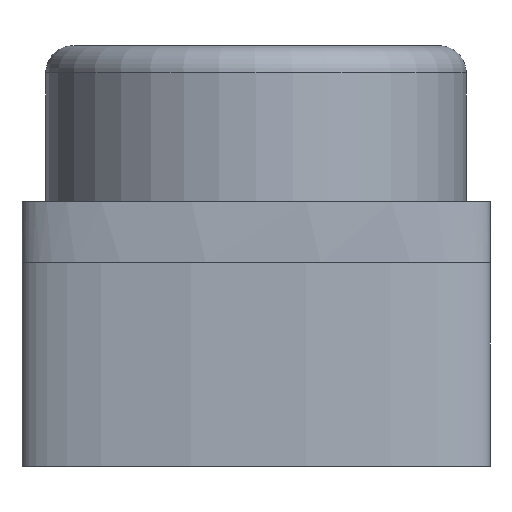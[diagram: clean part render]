
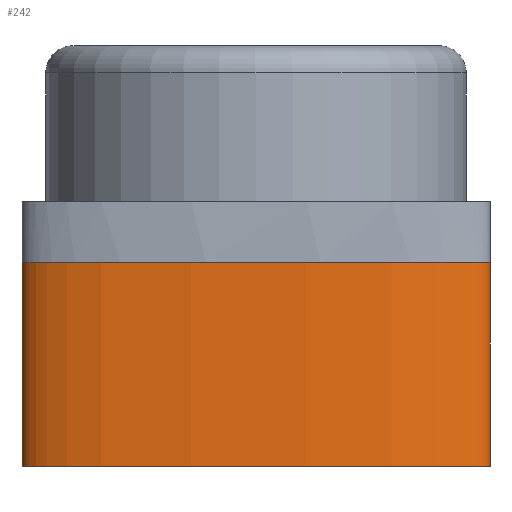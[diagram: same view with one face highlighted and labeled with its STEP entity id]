
A CAD part, left-side view. The second image highlights one B-rep face of the part: STEP entity #242.
In plain terms, the highlighted free-form (B-spline) face has degree [2, 1] with [5, 2] control points.
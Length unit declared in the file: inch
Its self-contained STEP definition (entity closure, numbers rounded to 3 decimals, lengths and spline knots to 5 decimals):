
#39=(
BOUNDED_SURFACE()
B_SPLINE_SURFACE(2,1,((#394,#395),(#396,#397),(#398,#399),(#400,#401),(#402,
#403)),.UNSPECIFIED.,.F.,.F.,.F.)
B_SPLINE_SURFACE_WITH_KNOTS((3,2,3),(2,2),(3.14159,4.71239,
6.28319),(0.,2.8575),.UNSPECIFIED.)
GEOMETRIC_REPRESENTATION_ITEM()
RATIONAL_B_SPLINE_SURFACE(((1.,1.),(0.707,0.707),
(1.,1.),(0.707,0.707),(1.,1.)))
REPRESENTATION_ITEM('')
SURFACE()
);
#46=FACE_OUTER_BOUND('',#61,.T.);
#61=EDGE_LOOP('',(#185,#186,#187,#188));
#78=LINE('',#375,#94);
#81=LINE('',#392,#97);
#94=VECTOR('',#298,0.9375);
#97=VECTOR('',#305,0.9375);
#108=ELLIPSE('',#258,1.07813,0.25);
#110=ELLIPSE('',#262,1.07813,0.25);
#119=VERTEX_POINT('',#366);
#120=VERTEX_POINT('',#368);
#122=VERTEX_POINT('',#374);
#124=VERTEX_POINT('',#391);
#141=EDGE_CURVE('',#120,#119,#108,.T.);
#144=EDGE_CURVE('',#120,#122,#78,.T.);
#148=EDGE_CURVE('',#124,#119,#81,.T.);
#150=EDGE_CURVE('',#122,#124,#110,.T.);
#185=ORIENTED_EDGE('',*,*,#150,.F.);
#186=ORIENTED_EDGE('',*,*,#144,.F.);
#187=ORIENTED_EDGE('',*,*,#141,.T.);
#188=ORIENTED_EDGE('',*,*,#148,.F.);
#242=ADVANCED_FACE('',(#46),#39,.F.);
#258=AXIS2_PLACEMENT_3D('',#369,#292,#293);
#262=AXIS2_PLACEMENT_3D('',#404,#307,#308);
#292=DIRECTION('center_axis',(0.,0.,-1.));
#293=DIRECTION('ref_axis',(0.,1.,0.));
#298=DIRECTION('',(0.,0.,-1.));
#305=DIRECTION('',(0.,0.,1.));
#307=DIRECTION('center_axis',(0.,0.,-1.));
#308=DIRECTION('ref_axis',(0.,1.,0.));
#366=CARTESIAN_POINT('',(-1.,1.07813,0.));
#368=CARTESIAN_POINT('',(-1.,-1.07813,0.));
#369=CARTESIAN_POINT('Origin',(-1.,0.,0.));
#374=CARTESIAN_POINT('',(-1.,-1.07813,-0.9375));
#375=CARTESIAN_POINT('',(-1.,-1.07813,0.));
#391=CARTESIAN_POINT('',(-1.,1.07813,-0.9375));
#392=CARTESIAN_POINT('',(-1.,1.07813,0.));
#394=CARTESIAN_POINT('Ctrl Pts',(-1.,1.07813,0.));
#395=CARTESIAN_POINT('Ctrl Pts',(-1.,1.07813,-1.125));
#396=CARTESIAN_POINT('Ctrl Pts',(-1.25,1.07813,0.));
#397=CARTESIAN_POINT('Ctrl Pts',(-1.25,1.07813,-1.125));
#398=CARTESIAN_POINT('Ctrl Pts',(-1.25,0.,0.));
#399=CARTESIAN_POINT('Ctrl Pts',(-1.25,0.,-1.125));
#400=CARTESIAN_POINT('Ctrl Pts',(-1.25,-1.07813,0.));
#401=CARTESIAN_POINT('Ctrl Pts',(-1.25,-1.07813,-1.125));
#402=CARTESIAN_POINT('Ctrl Pts',(-1.,-1.07813,0.));
#403=CARTESIAN_POINT('Ctrl Pts',(-1.,-1.07813,-1.125));
#404=CARTESIAN_POINT('Origin',(-1.,0.,-0.9375));
